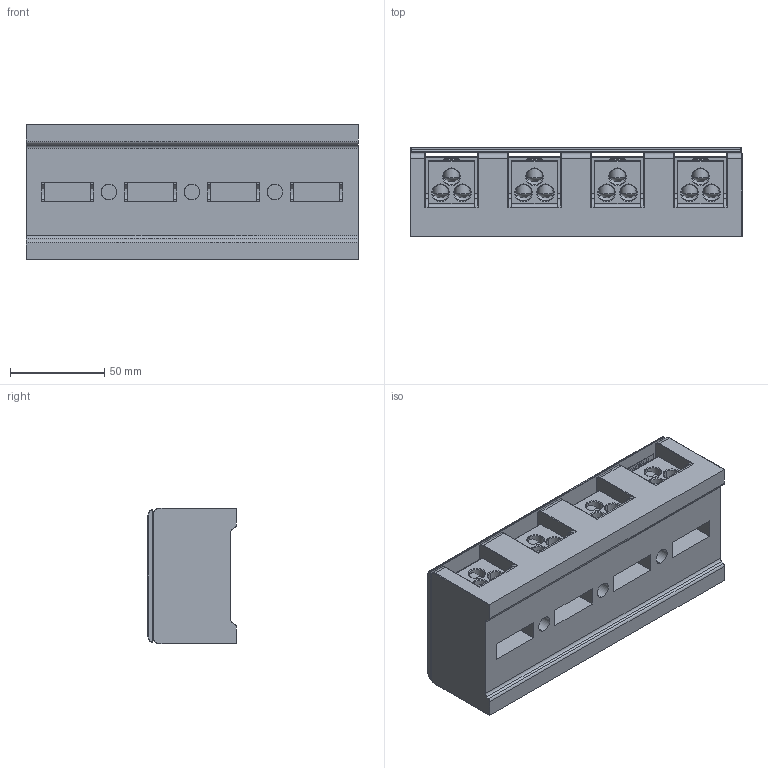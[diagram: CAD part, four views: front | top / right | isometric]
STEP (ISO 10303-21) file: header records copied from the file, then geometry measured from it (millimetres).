
FILE_DESCRIPTION((''),'2;1');
FILE_NAME('5YB574869','2023-07-27T',('Administrator'),(''),'PRO/ENGINEER BY PARAMETRIC TECHNOLOGY CORPORATION, 2013230','PRO/ENGINEER BY PARAMETRIC TECHNOLOGY CORPORATION, 2013230','');
FILE_SCHEMA(('CONFIG_CONTROL_DESIGN'));
Products named in the file (1): 5YB574869
Bounding box: 176 x 47 x 72 mm (x, y, z)
Volume: 381681.4 mm3; surface area: 124034.1 mm2
Topology: 1 solids, 17 shells, 2348 faces, 6352 edges, 4032 vertices
Faces by surface type: plane 1498, cylinder 430, cone 188, bspline 148, torus 44, sphere 40
Entity records: 80317 total; most frequent: CARTESIAN_POINT 22218, ORIENTED_EDGE 12552, DIRECTION 11230, EDGE_CURVE 6276, VECTOR 4602, LINE 4602, VERTEX_POINT 4032, AXIS2_PLACEMENT_3D 3314
